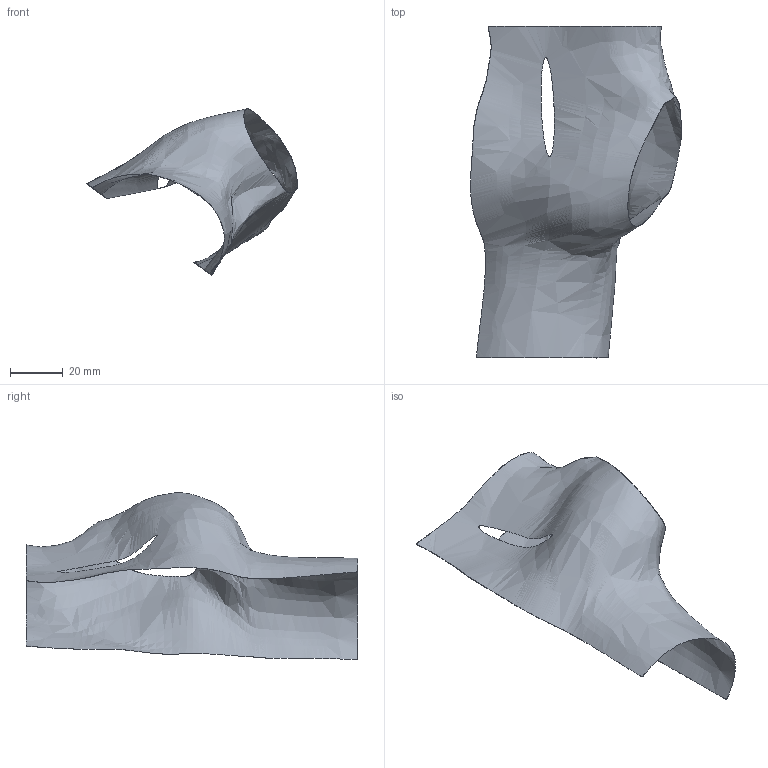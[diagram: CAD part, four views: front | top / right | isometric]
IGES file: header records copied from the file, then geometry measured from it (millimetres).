
Start section: This file is generated by Geomagic Design X(3D Systems, Inc.). This file is generated by Geomagic Design X(3D Systems, Inc.).
Global section: file name: 42HOriginal_Srf.igs; native system: Rhinoceros ( Mar  6 2018 ); preprocessor: Trout Lake IGES 012 Mar  6 2018; date: 180325.170520; units: millimetre
Bounding box: 79.78 x 125.55 x 62.98 mm (x, y, z)
Surface area: 13978.3 mm2 (no closed solid volume)
Topology: 0 solids, 0 shells, 1 faces, 6982 edges, 6982 vertices
Faces by surface type: bspline 1
